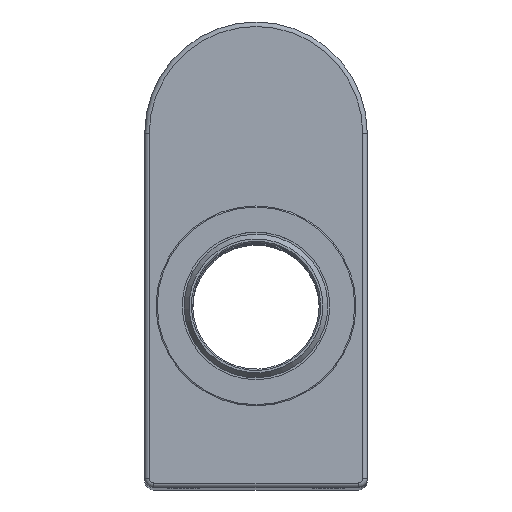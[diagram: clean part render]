
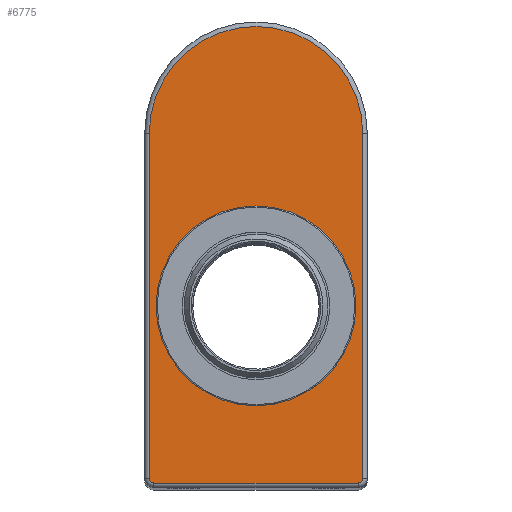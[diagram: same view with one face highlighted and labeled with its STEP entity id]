
A CAD part, top view. The second image highlights one B-rep face of the part: STEP entity #6775.
In plain terms, the highlighted planar face has unit normal (0, 0, 1).
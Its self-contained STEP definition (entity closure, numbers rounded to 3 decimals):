
#93 = CARTESIAN_POINT ( 'NONE',  ( -23.5, -38., 315. ) ) ;
#245 = DIRECTION ( 'NONE',  ( 0., 0., 1. ) ) ;
#274 = EDGE_CURVE ( 'NONE', #9400, #9400, #5699, .T. ) ;
#556 = ORIENTED_EDGE ( 'NONE', *, *, #3085, .T. ) ;
#874 = VECTOR ( 'NONE', #10513, 1000. ) ;
#1107 = EDGE_LOOP ( 'NONE', ( #14766 ) ) ;
#1113 = DIRECTION ( 'NONE',  ( 1., 0., 0. ) ) ;
#1242 = DIRECTION ( 'NONE',  ( 1., 0., 0. ) ) ;
#1315 = DIRECTION ( 'NONE',  ( 1., 0., 0. ) ) ;
#1529 = AXIS2_PLACEMENT_3D ( 'NONE', #9895, #15826, #1242 ) ;
#1943 = AXIS2_PLACEMENT_3D ( 'NONE', #3936, #6661, #1113 ) ;
#2097 = EDGE_CURVE ( 'NONE', #5372, #12462, #8606, .T. ) ;
#3085 = EDGE_CURVE ( 'NONE', #10077, #5372, #15049, .T. ) ;
#3865 = DIRECTION ( 'NONE',  ( 0., 1., 0. ) ) ;
#3936 = CARTESIAN_POINT ( 'NONE',  ( 0., 38., 315. ) ) ;
#3951 = CARTESIAN_POINT ( 'NONE',  ( 22.5, -39., 315. ) ) ;
#3957 = LINE ( 'NONE', #16115, #17902 ) ;
#5064 = VERTEX_POINT ( 'NONE', #17488 ) ;
#5372 = VERTEX_POINT ( 'NONE', #7938 ) ;
#5537 = EDGE_CURVE ( 'NONE', #12462, #7654, #10227, .T. ) ;
#5623 = DIRECTION ( 'NONE',  ( 1., 0., 0. ) ) ;
#5699 = CIRCLE ( 'NONE', #8176, 22. ) ;
#5967 = ORIENTED_EDGE ( 'NONE', *, *, #2097, .T. ) ;
#6086 = CARTESIAN_POINT ( 'NONE',  ( -23.5, -38., 315. ) ) ;
#6661 = DIRECTION ( 'NONE',  ( 0., 0., 1. ) ) ;
#6775 = ADVANCED_FACE ( 'NONE', ( #13162, #17465 ), #10081, .T. ) ;
#6813 = AXIS2_PLACEMENT_3D ( 'NONE', #8408, #11491, #1315 ) ;
#7654 = VERTEX_POINT ( 'NONE', #17808 ) ;
#7938 = CARTESIAN_POINT ( 'NONE',  ( -22.5, -39., 315. ) ) ;
#7945 = CARTESIAN_POINT ( 'NONE',  ( 22., 0., 315. ) ) ;
#8176 = AXIS2_PLACEMENT_3D ( 'NONE', #13068, #18921, #5623 ) ;
#8408 = CARTESIAN_POINT ( 'NONE',  ( 22.5, -38., 315. ) ) ;
#8606 = LINE ( 'NONE', #3951, #8787 ) ;
#8787 = VECTOR ( 'NONE', #13049, 1000. ) ;
#8875 = EDGE_LOOP ( 'NONE', ( #18361, #12107, #12339, #17429, #556, #5967 ) ) ;
#9400 = VERTEX_POINT ( 'NONE', #7945 ) ;
#9623 = EDGE_CURVE ( 'NONE', #5064, #15299, #12450, .T. ) ;
#9895 = CARTESIAN_POINT ( 'NONE',  ( 0., 0., 315. ) ) ;
#10077 = VERTEX_POINT ( 'NONE', #6086 ) ;
#10081 = PLANE ( 'NONE',  #1529 ) ;
#10227 = CIRCLE ( 'NONE', #6813, 1. ) ;
#10513 = DIRECTION ( 'NONE',  ( 0., -1., 0. ) ) ;
#10647 = CARTESIAN_POINT ( 'NONE',  ( -22.5, -38., 315. ) ) ;
#11491 = DIRECTION ( 'NONE',  ( 0., 0., 1. ) ) ;
#12107 = ORIENTED_EDGE ( 'NONE', *, *, #17506, .T. ) ;
#12339 = ORIENTED_EDGE ( 'NONE', *, *, #9623, .T. ) ;
#12450 = CIRCLE ( 'NONE', #1943, 23.5 ) ;
#12462 = VERTEX_POINT ( 'NONE', #16587 ) ;
#12795 = CARTESIAN_POINT ( 'NONE',  ( -23.5, 38., 315. ) ) ;
#13049 = DIRECTION ( 'NONE',  ( 1., 0., 0. ) ) ;
#13068 = CARTESIAN_POINT ( 'NONE',  ( 0., 0., 315. ) ) ;
#13162 = FACE_OUTER_BOUND ( 'NONE', #8875, .T. ) ;
#13391 = LINE ( 'NONE', #93, #874 ) ;
#14127 = EDGE_CURVE ( 'NONE', #15299, #10077, #13391, .T. ) ;
#14766 = ORIENTED_EDGE ( 'NONE', *, *, #274, .F. ) ;
#15049 = CIRCLE ( 'NONE', #17845, 1. ) ;
#15117 = DIRECTION ( 'NONE',  ( 1., 0., 0. ) ) ;
#15299 = VERTEX_POINT ( 'NONE', #12795 ) ;
#15826 = DIRECTION ( 'NONE',  ( 0., 0., 1. ) ) ;
#16115 = CARTESIAN_POINT ( 'NONE',  ( 23.5, 38., 315. ) ) ;
#16587 = CARTESIAN_POINT ( 'NONE',  ( 22.5, -39., 315. ) ) ;
#17429 = ORIENTED_EDGE ( 'NONE', *, *, #14127, .T. ) ;
#17465 = FACE_BOUND ( 'NONE', #1107, .T. ) ;
#17488 = CARTESIAN_POINT ( 'NONE',  ( 23.5, 38., 315. ) ) ;
#17506 = EDGE_CURVE ( 'NONE', #7654, #5064, #3957, .T. ) ;
#17808 = CARTESIAN_POINT ( 'NONE',  ( 23.5, -38., 315. ) ) ;
#17845 = AXIS2_PLACEMENT_3D ( 'NONE', #10647, #245, #15117 ) ;
#17902 = VECTOR ( 'NONE', #3865, 1000. ) ;
#18361 = ORIENTED_EDGE ( 'NONE', *, *, #5537, .T. ) ;
#18921 = DIRECTION ( 'NONE',  ( 0., 0., 1. ) ) ;
